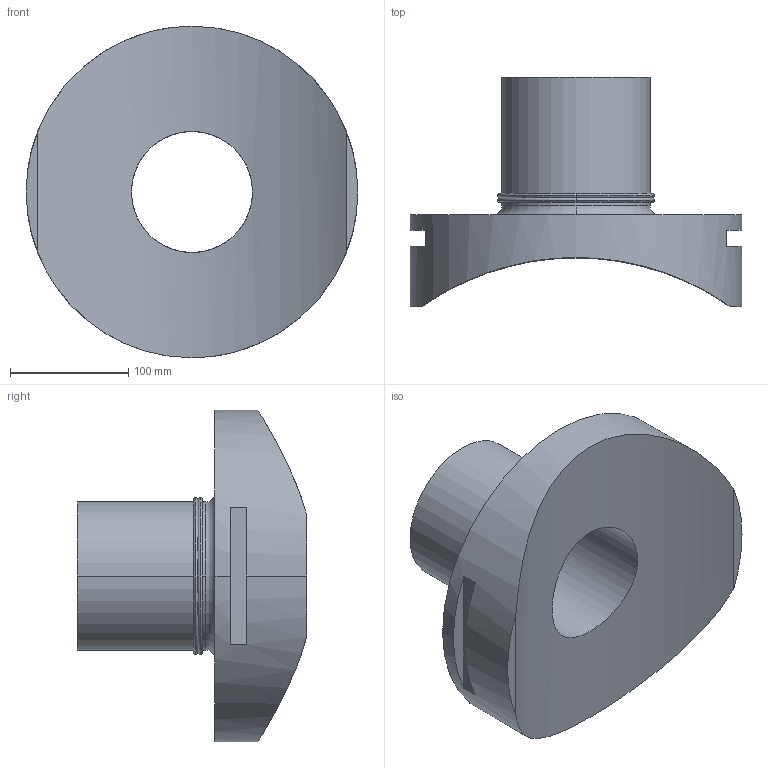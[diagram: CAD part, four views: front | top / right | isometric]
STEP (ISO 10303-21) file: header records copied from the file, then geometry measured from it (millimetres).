
FILE_DESCRIPTION( ( '' ), '1' );
FILE_NAME( 'AGRU_25289451211_PE_100_schwarz_Stutzenschelle_System_Topload_450_125_SDR11_ISO_S-5_05.stp', '2017-12-13T08:12:09', ( '' ), ( '' ), ' ', ' ', ' ' );
FILE_SCHEMA( ( 'automotive_design' ) );
Length unit declared in the file: millimetre
Products named in the file (1): 1
Bounding box: 280 x 194 x 280 mm (x, y, z)
Volume: 3077616.2 mm3; surface area: 266710.1 mm2
Topology: 1 solids, 1 shells, 47 faces, 112 edges, 74 vertices
Faces by surface type: cylinder 21, plane 16, torus 10
Entity records: 2988 total; most frequent: CARTESIAN_POINT 496, DIRECTION 276, STYLED_ITEM 234, PRESENTATION_STYLE_ASSIGNMENT 234, COLOUR_RGB 234, ORIENTED_EDGE 224, AXIS2_PLACEMENT_3D 122, EDGE_CURVE 112
